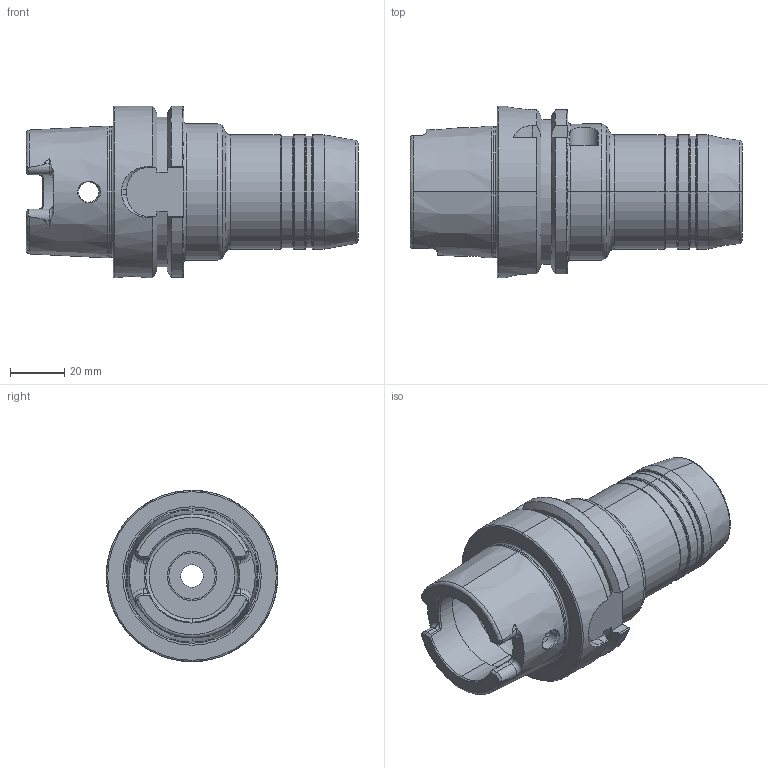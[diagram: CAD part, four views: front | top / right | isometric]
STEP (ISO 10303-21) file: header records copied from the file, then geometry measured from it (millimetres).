
FILE_DESCRIPTION((''),'2;1');
FILE_NAME('WQ026-HSK63A-HC0_75-3_54','2019-04-23T13:28:22',('KKK'),(''),'CREO PARAMETRIC BY PTC INC, 2018100','CREO PARAMETRIC BY PTC INC, 2018100','');
FILE_SCHEMA(('CONFIG_CONTROL_DESIGN'));
Length unit declared in the file: millimetre
Products named in the file (1): WQ026-HSK63A-HC0_75-3_54
Bounding box: 122 x 63 x 63 mm (x, y, z)
Volume: 158155.4 mm3; surface area: 35496.7 mm2
Topology: 1 solids, 3 shells, 232 faces, 560 edges, 340 vertices
Faces by surface type: plane 70, cylinder 70, cone 45, torus 43, bspline 4
Entity records: 7444 total; most frequent: CARTESIAN_POINT 1973, DIRECTION 1181, ORIENTED_EDGE 1112, EDGE_CURVE 560, AXIS2_PLACEMENT_3D 476, VERTEX_POINT 340, EDGE_LOOP 248, CIRCLE 247
